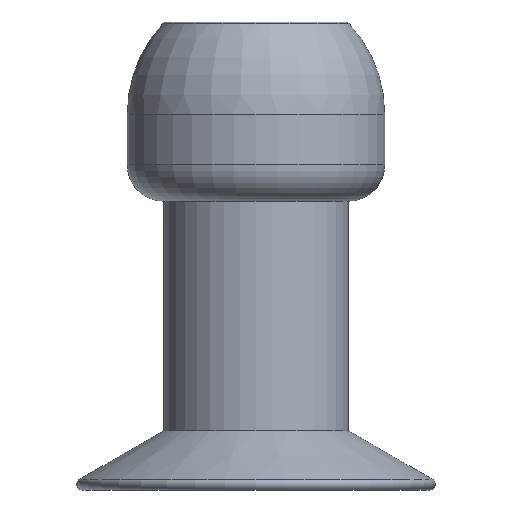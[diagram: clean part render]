
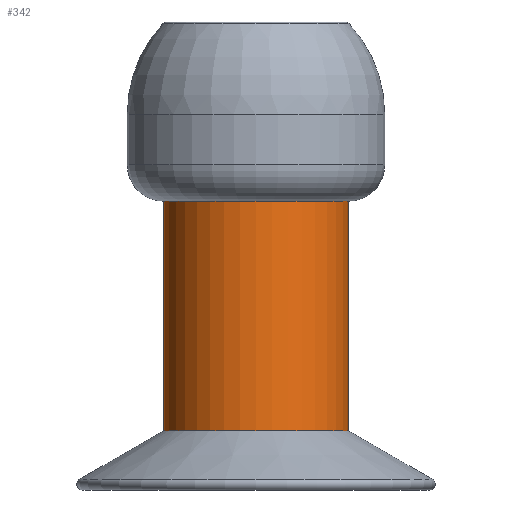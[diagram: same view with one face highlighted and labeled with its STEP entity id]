
A CAD part, front view. The second image highlights one B-rep face of the part: STEP entity #342.
In plain terms, the highlighted cylindrical face has radius 1.6 mm (diameter 3.2 mm), a partial arc.
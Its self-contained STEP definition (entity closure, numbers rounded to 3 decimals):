
#11 = DIRECTION ( 'NONE',  ( 0., 0., -1. ) ) ;
#13 = EDGE_LOOP ( 'NONE', ( #1700, #1598, #719, #47 ) ) ;
#47 = ORIENTED_EDGE ( 'NONE', *, *, #1288, .F. ) ;
#139 = VECTOR ( 'NONE', #598, 1000. ) ;
#152 = CARTESIAN_POINT ( 'NONE',  ( 1.6, 0., 0. ) ) ;
#162 = DIRECTION ( 'NONE',  ( 0., 0., -1. ) ) ;
#275 = VECTOR ( 'NONE', #1945, 1000. ) ;
#291 = AXIS2_PLACEMENT_3D ( 'NONE', #1654, #162, #1076 ) ;
#342 = ADVANCED_FACE ( 'NONE', ( #1729 ), #1885, .T. ) ;
#448 = EDGE_CURVE ( 'NONE', #1260, #1025, #1057, .T. ) ;
#456 = AXIS2_PLACEMENT_3D ( 'NONE', #1739, #1443, #1172 ) ;
#562 = CIRCLE ( 'NONE', #1068, 1.6 ) ;
#572 = CARTESIAN_POINT ( 'NONE',  ( 1.6, 0., 1.024 ) ) ;
#598 = DIRECTION ( 'NONE',  ( 0., 0., -1. ) ) ;
#624 = CARTESIAN_POINT ( 'NONE',  ( 0., 0., 5. ) ) ;
#678 = VERTEX_POINT ( 'NONE', #572 ) ;
#682 = EDGE_CURVE ( 'NONE', #1324, #678, #1181, .T. ) ;
#689 = CIRCLE ( 'NONE', #291, 1.6 ) ;
#719 = ORIENTED_EDGE ( 'NONE', *, *, #448, .T. ) ;
#737 = CARTESIAN_POINT ( 'NONE',  ( -1.6, 0., 0. ) ) ;
#1025 = VERTEX_POINT ( 'NONE', #1631 ) ;
#1057 = LINE ( 'NONE', #737, #275 ) ;
#1068 = AXIS2_PLACEMENT_3D ( 'NONE', #624, #11, #1805 ) ;
#1076 = DIRECTION ( 'NONE',  ( -1., 0., 0. ) ) ;
#1079 = EDGE_CURVE ( 'NONE', #1324, #1260, #562, .T. ) ;
#1172 = DIRECTION ( 'NONE',  ( -1., 0., 0. ) ) ;
#1181 = LINE ( 'NONE', #152, #139 ) ;
#1235 = CARTESIAN_POINT ( 'NONE',  ( 1.6, 0., 5. ) ) ;
#1260 = VERTEX_POINT ( 'NONE', #1872 ) ;
#1288 = EDGE_CURVE ( 'NONE', #678, #1025, #689, .T. ) ;
#1324 = VERTEX_POINT ( 'NONE', #1235 ) ;
#1443 = DIRECTION ( 'NONE',  ( 0., 0., -1. ) ) ;
#1598 = ORIENTED_EDGE ( 'NONE', *, *, #1079, .T. ) ;
#1631 = CARTESIAN_POINT ( 'NONE',  ( -1.6, 0., 1.024 ) ) ;
#1654 = CARTESIAN_POINT ( 'NONE',  ( 0., 0., 1.024 ) ) ;
#1700 = ORIENTED_EDGE ( 'NONE', *, *, #682, .F. ) ;
#1729 = FACE_OUTER_BOUND ( 'NONE', #13, .T. ) ;
#1739 = CARTESIAN_POINT ( 'NONE',  ( 0., 0., 0. ) ) ;
#1805 = DIRECTION ( 'NONE',  ( -1., 0., 0. ) ) ;
#1872 = CARTESIAN_POINT ( 'NONE',  ( -1.6, 0., 5. ) ) ;
#1885 = CYLINDRICAL_SURFACE ( 'NONE', #456, 1.6 ) ;
#1945 = DIRECTION ( 'NONE',  ( 0., 0., -1. ) ) ;
